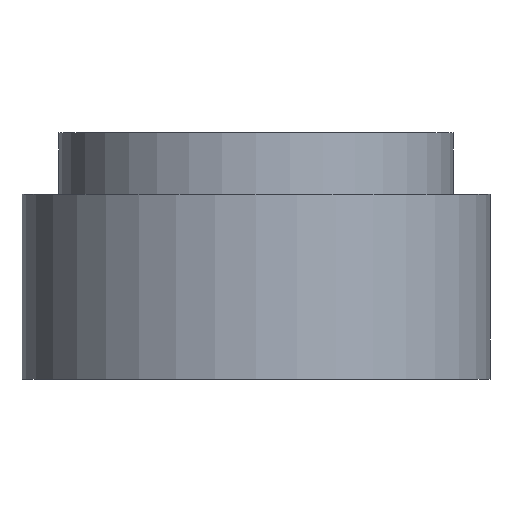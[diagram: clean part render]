
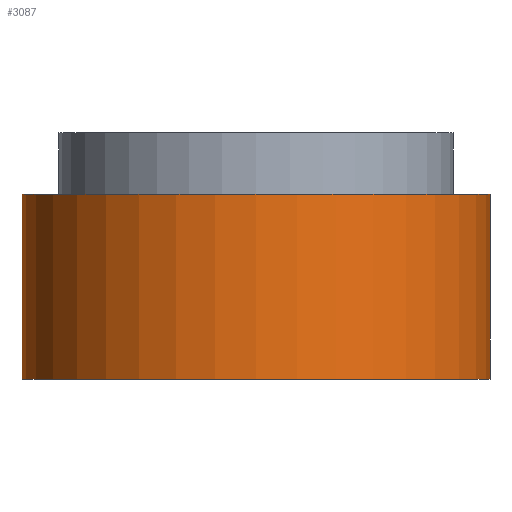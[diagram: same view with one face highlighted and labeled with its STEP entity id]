
A CAD part, front view. The second image highlights one B-rep face of the part: STEP entity #3087.
In plain terms, the highlighted cylindrical face has radius 24.13 mm (diameter 48.26 mm), a full revolution.
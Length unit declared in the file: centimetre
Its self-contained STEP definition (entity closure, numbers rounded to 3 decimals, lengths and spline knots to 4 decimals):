
#583=CYLINDRICAL_SURFACE('',#3159,2.413);
#894=VERTEX_POINT('',#4919);
#911=VERTEX_POINT('',#5075);
#933=CIRCLE('',#3147,2.413);
#938=CIRCLE('',#3158,2.413);
#1378=EDGE_CURVE('',#894,#894,#933,.T.);
#1426=EDGE_CURVE('',#911,#911,#938,.T.);
#2401=ORIENTED_EDGE('',*,*,#1378,.T.);
#2402=ORIENTED_EDGE('',*,*,#1426,.T.);
#2643=EDGE_LOOP('',(#2401));
#2644=EDGE_LOOP('',(#2402));
#2885=FACE_BOUND('',#2643,.T.);
#2886=FACE_BOUND('',#2644,.T.);
#3087=ADVANCED_FACE('',(#2885,#2886),#583,.T.);
#3147=AXIS2_PLACEMENT_3D('',#4918,#3461,#3462);
#3158=AXIS2_PLACEMENT_3D('',#5074,#3493,#3494);
#3159=AXIS2_PLACEMENT_3D('',#5076,#3495,#3496);
#3461=DIRECTION('',(0.,0.,1.));
#3462=DIRECTION('',(-2.413,0.,0.));
#3493=DIRECTION('',(0.,0.,-1.));
#3494=DIRECTION('',(2.413,0.,0.));
#3495=DIRECTION('',(0.,0.,1.));
#3496=DIRECTION('',(2.413,0.,0.));
#4918=CARTESIAN_POINT('',(0.,0.,-1.5875));
#4919=CARTESIAN_POINT('',(-2.413,0.,-1.5875));
#5074=CARTESIAN_POINT('',(0.,0.,0.3175));
#5075=CARTESIAN_POINT('',(2.413,0.,0.3175));
#5076=CARTESIAN_POINT('',(0.,0.,0.));
